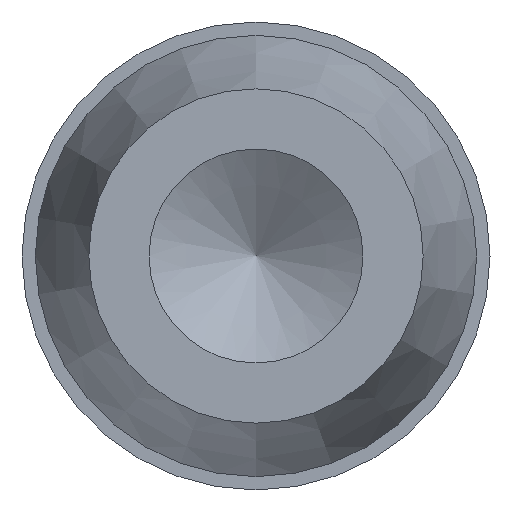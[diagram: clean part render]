
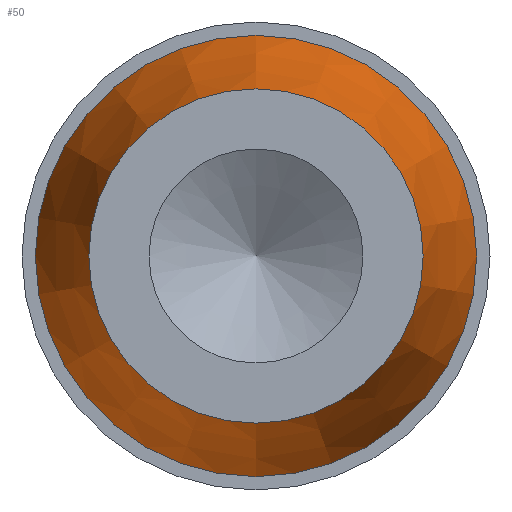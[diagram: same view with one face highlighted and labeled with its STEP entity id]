
A CAD part, front view. The second image highlights one B-rep face of the part: STEP entity #50.
In plain terms, the highlighted conical face has half-angle 15 degrees and reference radius 1.65 mm.
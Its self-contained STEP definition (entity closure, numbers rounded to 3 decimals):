
#39=CONICAL_SURFACE('',#179,1.65,15.);
#50=ADVANCED_FACE('',(#74,#75),#39,.T.);
#74=FACE_BOUND('',#97,.T.);
#75=FACE_BOUND('',#98,.T.);
#97=EDGE_LOOP('',(#119));
#98=EDGE_LOOP('',(#120));
#119=ORIENTED_EDGE('',*,*,#148,.T.);
#120=ORIENTED_EDGE('',*,*,#147,.F.);
#135=VERTEX_POINT('',#256);
#136=VERTEX_POINT('',#259);
#147=EDGE_CURVE('',#135,#135,#158,.T.);
#148=EDGE_CURVE('',#136,#136,#159,.T.);
#158=CIRCLE('',#176,1.65);
#159=CIRCLE('',#178,1.25);
#176=AXIS2_PLACEMENT_3D('',#255,#213,#214);
#178=AXIS2_PLACEMENT_3D('',#258,#217,#218);
#179=AXIS2_PLACEMENT_3D('',#260,#219,#220);
#213=DIRECTION('',(0.,1.,0.));
#214=DIRECTION('',(0.,0.,1.));
#217=DIRECTION('',(0.,1.,0.));
#218=DIRECTION('',(0.,0.,1.));
#219=DIRECTION('',(0.,1.,0.));
#220=DIRECTION('',(0.,0.,1.));
#255=CARTESIAN_POINT('',(0.,3.104,0.));
#256=CARTESIAN_POINT('',(0.,3.104,1.65));
#258=CARTESIAN_POINT('',(0.,1.611,0.));
#259=CARTESIAN_POINT('',(0.,1.611,1.25));
#260=CARTESIAN_POINT('',(0.,3.104,0.));
